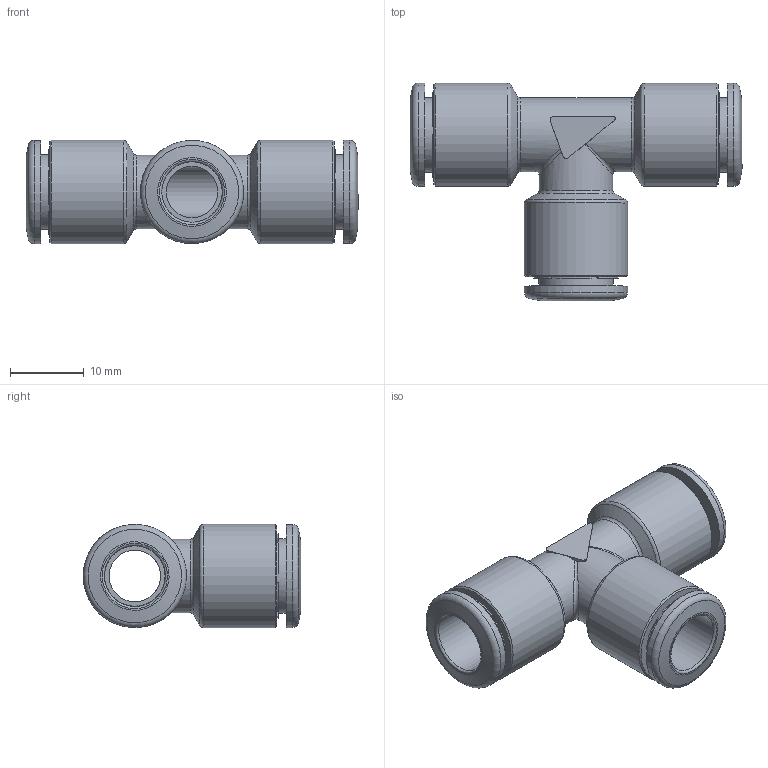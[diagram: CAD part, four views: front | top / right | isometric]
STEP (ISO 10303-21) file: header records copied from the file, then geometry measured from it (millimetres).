
FILE_DESCRIPTION (( 'STEP AP203' ), '1' );
FILE_NAME ('OTRUT08-516.STEP', '2023-07-19T12:59:57', ( '' ), ( '' ), 'SwSTEP 2.0', 'SolidWorks 2023', '' );
FILE_SCHEMA (( 'CONFIG_CONTROL_DESIGN' ));
Length unit declared in the file: millimetre
Products named in the file (1): OTRUT08-516
Bounding box: 45 x 29.5 x 14 mm (x, y, z)
Volume: 4576 mm3; surface area: 4834.3 mm2
Topology: 1 solids, 1 shells, 185 faces, 445 edges, 288 vertices
Faces by surface type: plane 80, cylinder 43, torus 33, cone 27, bspline 2
Full cylindrical faces by diameter (mm): 7 x2, 8.2 x3, 8.25 x3, 10 x2, 10.1 x3, 14 x6
Entity records: 5685 total; most frequent: CARTESIAN_POINT 1648, DIRECTION 802, ORIENTED_EDGE 772, EDGE_CURVE 386, AXIS2_PLACEMENT_3D 334, VERTEX_POINT 274, EDGE_LOOP 260, FACE_OUTER_BOUND 219
